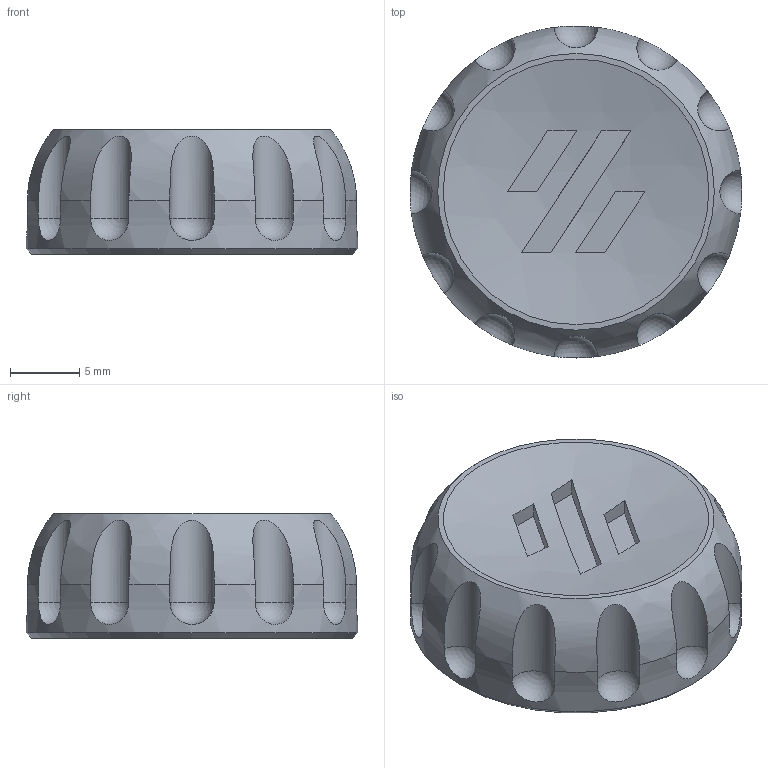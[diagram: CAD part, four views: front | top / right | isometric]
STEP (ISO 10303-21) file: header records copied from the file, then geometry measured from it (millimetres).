
FILE_DESCRIPTION(/* description */ (''),/* implementation_level */ '2;1');
FILE_NAME(/* name */ '[a]_lcd_knob_mk3.step',/* time_stamp */ '2025-07-28T12:39:13+02:00',/* author */ (''),/* organization */ (''),/* preprocessor_version */ 'ST-DEVELOPER v20.1',/* originating_system */ 'Autodesk Translation Framework v14.10.0.0',/* authorisation */ '');
FILE_SCHEMA (('AUTOMOTIVE_DESIGN { 1 0 10303 214 3 1 1 }'));
Length unit declared in the file: millimetre
Products named in the file (1): [a]_lcd_knob_mk3
Bounding box: 24 x 24 x 9 mm (x, y, z)
Volume: 2760.3 mm3; surface area: 2019.5 mm2
Topology: 1 solids, 1 shells, 70 faces, 177 edges, 114 vertices
Faces by surface type: plane 26, cylinder 21, sphere 13, cone 9, bspline 1
Full cylindrical faces by diameter (mm): 24 x1
Entity records: 2702 total; most frequent: CARTESIAN_POINT 970, DIRECTION 358, ORIENTED_EDGE 354, EDGE_CURVE 177, AXIS2_PLACEMENT_3D 138, VERTEX_POINT 114, LINE 82, VECTOR 82
